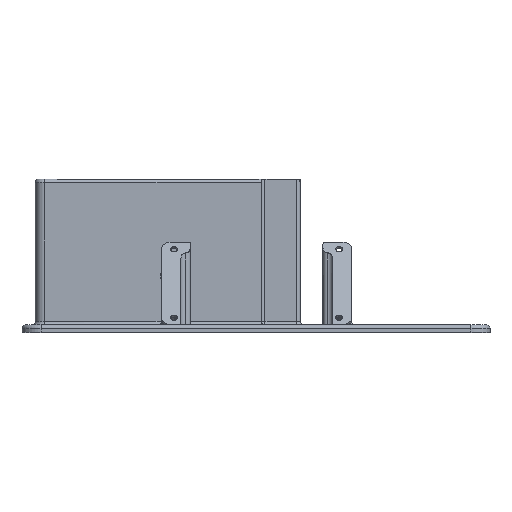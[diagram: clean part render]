
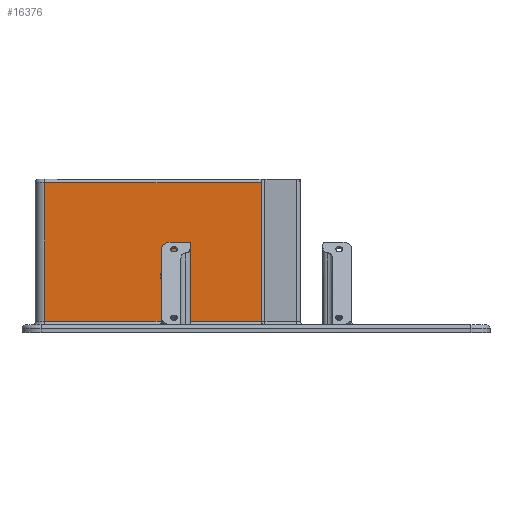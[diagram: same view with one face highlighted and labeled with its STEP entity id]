
A CAD part, top view. The second image highlights one B-rep face of the part: STEP entity #16376.
In plain terms, the highlighted planar face has unit normal (0, 0, 1).
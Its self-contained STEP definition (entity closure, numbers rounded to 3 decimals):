
#301 = DIRECTION ( 'NONE',  ( 0., 0., 1. ) ) ;
#924 = CARTESIAN_POINT ( 'NONE',  ( -43.073, 20.843, 22.698 ) ) ;
#981 = VERTEX_POINT ( 'NONE', #20102 ) ;
#1297 = ORIENTED_EDGE ( 'NONE', *, *, #4666, .T. ) ;
#1754 = CARTESIAN_POINT ( 'NONE',  ( -29.073, 39.393, 22.698 ) ) ;
#1801 = CARTESIAN_POINT ( 'NONE',  ( -57.073, 20.843, 22.698 ) ) ;
#2014 = VERTEX_POINT ( 'NONE', #5748 ) ;
#2223 = DIRECTION ( 'NONE',  ( 1., 0., 0. ) ) ;
#2680 = CARTESIAN_POINT ( 'NONE',  ( -111.031, 80.75, 22.698 ) ) ;
#3191 = VECTOR ( 'NONE', #17276, 1000. ) ;
#3619 = EDGE_LOOP ( 'NONE', ( #1297, #13197 ) ) ;
#3814 = CARTESIAN_POINT ( 'NONE',  ( 2.717, 6., 22.698 ) ) ;
#4666 = EDGE_CURVE ( 'NONE', #19950, #11806, #19930, .T. ) ;
#5299 = CARTESIAN_POINT ( 'NONE',  ( -43.073, 39.393, 22.698 ) ) ;
#5640 = DIRECTION ( 'NONE',  ( -1., 0., 0. ) ) ;
#5748 = CARTESIAN_POINT ( 'NONE',  ( -111.031, 6., 22.698 ) ) ;
#6980 = CARTESIAN_POINT ( 'NONE',  ( -57.073, 39.393, 22.698 ) ) ;
#7395 = CARTESIAN_POINT ( 'NONE',  ( -43.073, 20.843, 22.698 ) ) ;
#7679 = CARTESIAN_POINT ( 'NONE',  ( -113.031, 78.75, 22.698 ) ) ;
#8533 = ORIENTED_EDGE ( 'NONE', *, *, #22038, .T. ) ;
#8553 = ORIENTED_EDGE ( 'NONE', *, *, #12400, .T. ) ;
#8694 = CARTESIAN_POINT ( 'NONE',  ( -43.073, 39.393, 22.698 ) ) ;
#9026 = VERTEX_POINT ( 'NONE', #16621 ) ;
#9285 = ORIENTED_EDGE ( 'NONE', *, *, #11352, .F. ) ;
#9382 =( BOUNDED_CURVE ( )  B_SPLINE_CURVE ( 3, ( #12362, #1801, #6980, #5299 ),
 .UNSPECIFIED., .F., .F. ) 
 B_SPLINE_CURVE_WITH_KNOTS ( ( 4, 4 ),
 ( 3.142, 6.283 ),
 .UNSPECIFIED. ) 
 CURVE ( )  GEOMETRIC_REPRESENTATION_ITEM ( )  RATIONAL_B_SPLINE_CURVE ( ( 1., 0.333, 0.333, 1. ) ) 
 REPRESENTATION_ITEM ( '' )  );
#9652 = FACE_BOUND ( 'NONE', #3619, .T. ) ;
#11279 = VECTOR ( 'NONE', #5640, 1000. ) ;
#11352 = EDGE_CURVE ( 'NONE', #9026, #981, #17136, .T. ) ;
#11619 = LINE ( 'NONE', #7679, #11279 ) ;
#11806 = VERTEX_POINT ( 'NONE', #924 ) ;
#12296 = EDGE_CURVE ( 'NONE', #11806, #19950, #9382, .T. ) ;
#12362 = CARTESIAN_POINT ( 'NONE',  ( -43.073, 20.843, 22.698 ) ) ;
#12400 = EDGE_CURVE ( 'NONE', #9026, #22952, #11619, .T. ) ;
#13197 = ORIENTED_EDGE ( 'NONE', *, *, #12296, .T. ) ;
#13351 = LINE ( 'NONE', #2680, #3191 ) ;
#14037 = DIRECTION ( 'NONE',  ( 0., -1., 0. ) ) ;
#14194 = AXIS2_PLACEMENT_3D ( 'NONE', #22319, #301, #2223 ) ;
#14691 = VECTOR ( 'NONE', #14037, 1000. ) ;
#15038 = FACE_OUTER_BOUND ( 'NONE', #15794, .T. ) ;
#15229 = EDGE_CURVE ( 'NONE', #2014, #981, #16729, .T. ) ;
#15794 = EDGE_LOOP ( 'NONE', ( #9285, #8553, #8533, #22760 ) ) ;
#16376 = ADVANCED_FACE ( 'NONE', ( #9652, #15038 ), #18503, .T. ) ;
#16621 = CARTESIAN_POINT ( 'NONE',  ( 2.717, 78.75, 22.698 ) ) ;
#16729 = LINE ( 'NONE', #3814, #17342 ) ;
#16970 = DIRECTION ( 'NONE',  ( 1., 0., 0. ) ) ;
#17136 = LINE ( 'NONE', #20964, #14691 ) ;
#17276 = DIRECTION ( 'NONE',  ( 0., -1., 0. ) ) ;
#17342 = VECTOR ( 'NONE', #16970, 1000. ) ;
#18041 = CARTESIAN_POINT ( 'NONE',  ( -43.073, 39.393, 22.698 ) ) ;
#18503 = PLANE ( 'NONE',  #14194 ) ;
#19930 =( BOUNDED_CURVE ( )  B_SPLINE_CURVE ( 3, ( #18041, #1754, #20183, #7395 ),
 .UNSPECIFIED., .F., .F. ) 
 B_SPLINE_CURVE_WITH_KNOTS ( ( 4, 4 ),
 ( 0., 3.142 ),
 .UNSPECIFIED. ) 
 CURVE ( )  GEOMETRIC_REPRESENTATION_ITEM ( )  RATIONAL_B_SPLINE_CURVE ( ( 1., 0.333, 0.333, 1. ) ) 
 REPRESENTATION_ITEM ( '' )  );
#19950 = VERTEX_POINT ( 'NONE', #8694 ) ;
#20102 = CARTESIAN_POINT ( 'NONE',  ( 2.717, 6., 22.698 ) ) ;
#20183 = CARTESIAN_POINT ( 'NONE',  ( -29.073, 20.843, 22.698 ) ) ;
#20964 = CARTESIAN_POINT ( 'NONE',  ( 2.717, 80.75, 22.698 ) ) ;
#22038 = EDGE_CURVE ( 'NONE', #22952, #2014, #13351, .T. ) ;
#22319 = CARTESIAN_POINT ( 'NONE',  ( -113.031, 80.75, 22.698 ) ) ;
#22760 = ORIENTED_EDGE ( 'NONE', *, *, #15229, .T. ) ;
#22952 = VERTEX_POINT ( 'NONE', #23477 ) ;
#23477 = CARTESIAN_POINT ( 'NONE',  ( -111.031, 78.75, 22.698 ) ) ;
